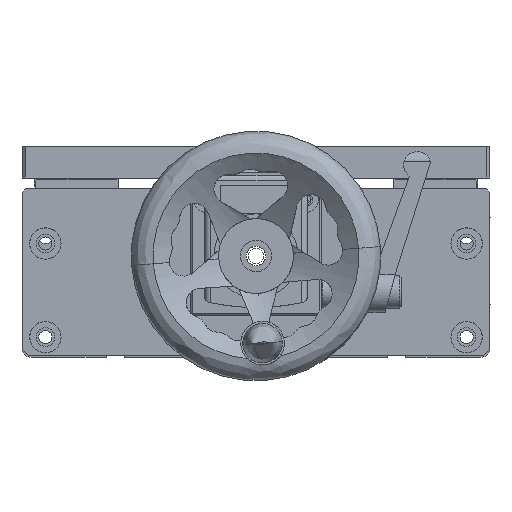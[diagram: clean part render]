
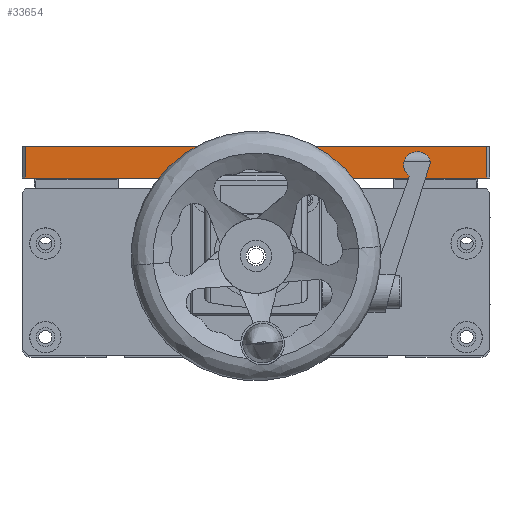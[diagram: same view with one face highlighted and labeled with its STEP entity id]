
A CAD part, front view. The second image highlights one B-rep face of the part: STEP entity #33654.
In plain terms, the highlighted planar face has unit normal (0, -1, 0).
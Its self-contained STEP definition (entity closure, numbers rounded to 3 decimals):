
#1074 = DIRECTION ( 'NONE',  ( 1., 0., 0. ) ) ;
#1311 = ORIENTED_EDGE ( 'NONE', *, *, #43754, .T. ) ;
#1516 = ORIENTED_EDGE ( 'NONE', *, *, #10560, .T. ) ;
#1608 = LINE ( 'NONE', #20577, #32063 ) ;
#2293 = CARTESIAN_POINT ( 'NONE',  ( 46.174, -98.047, 47.5 ) ) ;
#3659 = CARTESIAN_POINT ( 'NONE',  ( -102.826, -98.047, 37.5 ) ) ;
#4519 = LINE ( 'NONE', #34671, #16427 ) ;
#8508 = DIRECTION ( 'NONE',  ( 0., 0., 1. ) ) ;
#8625 = EDGE_CURVE ( 'NONE', #22193, #32031, #1608, .T. ) ;
#10560 = EDGE_CURVE ( 'NONE', #32031, #15064, #4519, .T. ) ;
#11076 = PLANE ( 'NONE',  #13537 ) ;
#13537 = AXIS2_PLACEMENT_3D ( 'NONE', #3659, #44688, #18715 ) ;
#15064 = VERTEX_POINT ( 'NONE', #28553 ) ;
#16427 = VECTOR ( 'NONE', #1074, 1000. ) ;
#17437 = CARTESIAN_POINT ( 'NONE',  ( -101.826, -98.047, 37.5 ) ) ;
#18449 = CARTESIAN_POINT ( 'NONE',  ( -101.826, -98.047, 47.5 ) ) ;
#18715 = DIRECTION ( 'NONE',  ( 1., 0., 0. ) ) ;
#19121 = LINE ( 'NONE', #38677, #30488 ) ;
#20577 = CARTESIAN_POINT ( 'NONE',  ( -101.826, -98.047, 37.5 ) ) ;
#21495 = DIRECTION ( 'NONE',  ( 1., 0., 0. ) ) ;
#22193 = VERTEX_POINT ( 'NONE', #18449 ) ;
#26464 = VECTOR ( 'NONE', #21495, 1000. ) ;
#28553 = CARTESIAN_POINT ( 'NONE',  ( 46.174, -98.047, 37.5 ) ) ;
#29601 = FACE_OUTER_BOUND ( 'NONE', #48800, .T. ) ;
#30488 = VECTOR ( 'NONE', #8508, 1000. ) ;
#31604 = ORIENTED_EDGE ( 'NONE', *, *, #44492, .F. ) ;
#32031 = VERTEX_POINT ( 'NONE', #17437 ) ;
#32063 = VECTOR ( 'NONE', #43108, 1000. ) ;
#32620 = CARTESIAN_POINT ( 'NONE',  ( -102.826, -98.047, 47.5 ) ) ;
#33654 = ADVANCED_FACE ( 'NONE', ( #29601 ), #11076, .T. ) ;
#34671 = CARTESIAN_POINT ( 'NONE',  ( -102.826, -98.047, 37.5 ) ) ;
#35714 = VERTEX_POINT ( 'NONE', #2293 ) ;
#38677 = CARTESIAN_POINT ( 'NONE',  ( 46.174, -98.047, 37.5 ) ) ;
#43108 = DIRECTION ( 'NONE',  ( 0., 0., -1. ) ) ;
#43754 = EDGE_CURVE ( 'NONE', #15064, #35714, #19121, .T. ) ;
#44492 = EDGE_CURVE ( 'NONE', #22193, #35714, #48478, .T. ) ;
#44688 = DIRECTION ( 'NONE',  ( 0., -1., 0. ) ) ;
#45757 = ORIENTED_EDGE ( 'NONE', *, *, #8625, .T. ) ;
#48478 = LINE ( 'NONE', #32620, #26464 ) ;
#48800 = EDGE_LOOP ( 'NONE', ( #31604, #45757, #1516, #1311 ) ) ;
